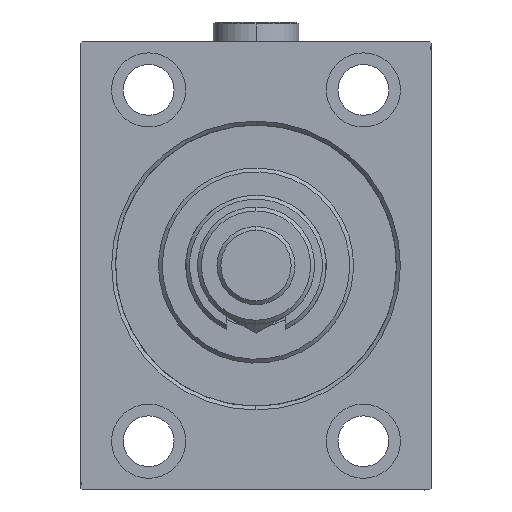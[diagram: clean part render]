
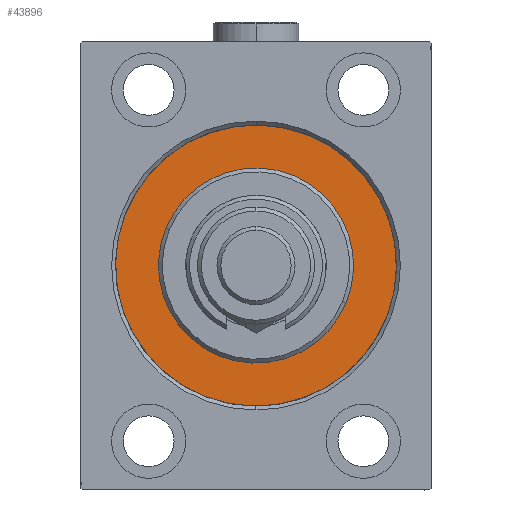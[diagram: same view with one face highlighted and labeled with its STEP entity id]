
A CAD part, left-side view. The second image highlights one B-rep face of the part: STEP entity #43896.
In plain terms, the highlighted face is planar.
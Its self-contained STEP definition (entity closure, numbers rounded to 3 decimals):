
#315 = FACE_BOUND ( 'NONE', #17952, .T. ) ;
#728 = CIRCLE ( 'NONE', #45846, 36. ) ;
#1523 = CIRCLE ( 'NONE', #7006, 36. ) ;
#2070 = ORIENTED_EDGE ( 'NONE', *, *, #41614, .F. ) ;
#2805 = CARTESIAN_POINT ( 'NONE',  ( 0., 0., -36. ) ) ;
#3485 = PLANE ( 'NONE',  #27059 ) ;
#3618 = CARTESIAN_POINT ( 'NONE',  ( 0., 0., -25. ) ) ;
#3973 = CARTESIAN_POINT ( 'NONE',  ( 0., 0., 0. ) ) ;
#6269 = ORIENTED_EDGE ( 'NONE', *, *, #38794, .F. ) ;
#7006 = AXIS2_PLACEMENT_3D ( 'NONE', #46225, #12846, #24779 ) ;
#7865 = DIRECTION ( 'NONE',  ( -1., 0., 0. ) ) ;
#10305 = DIRECTION ( 'NONE',  ( -1., 0., 0. ) ) ;
#12514 = VERTEX_POINT ( 'NONE', #41552 ) ;
#12846 = DIRECTION ( 'NONE',  ( -1., 0., 0. ) ) ;
#13320 = EDGE_LOOP ( 'NONE', ( #16238, #34979 ) ) ;
#13663 = CIRCLE ( 'NONE', #40895, 25. ) ;
#16238 = ORIENTED_EDGE ( 'NONE', *, *, #20117, .F. ) ;
#17952 = EDGE_LOOP ( 'NONE', ( #2070, #6269 ) ) ;
#18094 = DIRECTION ( 'NONE',  ( 0., 0., -1. ) ) ;
#18814 = DIRECTION ( 'NONE',  ( 0., 0., 1. ) ) ;
#19228 = EDGE_CURVE ( 'NONE', #39473, #28154, #728, .T. ) ;
#19569 = CARTESIAN_POINT ( 'NONE',  ( 0., 0., 0. ) ) ;
#20117 = EDGE_CURVE ( 'NONE', #28154, #39473, #1523, .T. ) ;
#20773 = DIRECTION ( 'NONE',  ( 0., 0., 1. ) ) ;
#20979 = DIRECTION ( 'NONE',  ( 0., 0., -1. ) ) ;
#24207 = CARTESIAN_POINT ( 'NONE',  ( 0., 0., 36. ) ) ;
#24779 = DIRECTION ( 'NONE',  ( 0., 0., 1. ) ) ;
#25405 = AXIS2_PLACEMENT_3D ( 'NONE', #37305, #33651, #18094 ) ;
#26115 = FACE_OUTER_BOUND ( 'NONE', #13320, .T. ) ;
#27059 = AXIS2_PLACEMENT_3D ( 'NONE', #3973, #7865, #18814 ) ;
#28154 = VERTEX_POINT ( 'NONE', #2805 ) ;
#32898 = VERTEX_POINT ( 'NONE', #3618 ) ;
#33651 = DIRECTION ( 'NONE',  ( 1., 0., 0. ) ) ;
#34979 = ORIENTED_EDGE ( 'NONE', *, *, #19228, .F. ) ;
#37305 = CARTESIAN_POINT ( 'NONE',  ( 0., 0., 0. ) ) ;
#38794 = EDGE_CURVE ( 'NONE', #32898, #12514, #13663, .T. ) ;
#39473 = VERTEX_POINT ( 'NONE', #24207 ) ;
#40195 = CIRCLE ( 'NONE', #25405, 25. ) ;
#40895 = AXIS2_PLACEMENT_3D ( 'NONE', #47294, #43395, #20979 ) ;
#41552 = CARTESIAN_POINT ( 'NONE',  ( 0., 0., 25. ) ) ;
#41614 = EDGE_CURVE ( 'NONE', #12514, #32898, #40195, .T. ) ;
#43395 = DIRECTION ( 'NONE',  ( 1., 0., 0. ) ) ;
#43896 = ADVANCED_FACE ( 'NONE', ( #315, #26115 ), #3485, .F. ) ;
#45846 = AXIS2_PLACEMENT_3D ( 'NONE', #19569, #10305, #20773 ) ;
#46225 = CARTESIAN_POINT ( 'NONE',  ( 0., 0., 0. ) ) ;
#47294 = CARTESIAN_POINT ( 'NONE',  ( 0., 0., 0. ) ) ;
